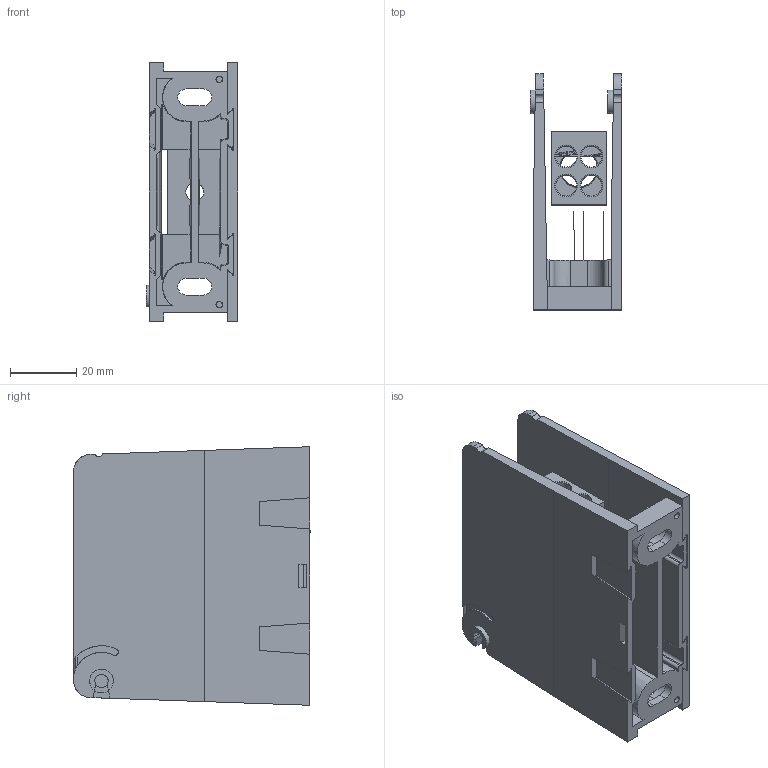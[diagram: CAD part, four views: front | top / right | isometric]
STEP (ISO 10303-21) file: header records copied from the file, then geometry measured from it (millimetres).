
FILE_DESCRIPTION (( 'STEP AP214' ), '1' );
FILE_NAME ('701871_1P_revA.STEP', '2014-02-15T12:48:57', ( '' ), ( '' ), 'SwSTEP 2.0', 'SolidWorks 2013', '' );
FILE_SCHEMA (( 'AUTOMOTIVE_DESIGN' ));
Length unit declared in the file: inch
Products named in the file (1): 701871_1P_revA
Bounding box: 27.54 x 71.46 x 78.11 mm (x, y, z)
Surface area: 35444.8 mm2 (no closed solid volume)
Topology: 0 solids, 10 shells, 195 faces, 684 edges, 496 vertices
Faces by surface type: plane 115, cylinder 61, cone 18, bspline 1
Full cylindrical faces by diameter (mm): 4.064 x1, 5.41 x2, 6.35 x5, 7.112 x1, 11.125 x1
Entity records: 15819 total; most frequent: CARTESIAN_POINT 7900, ORIENTED_EDGE 1087, DIRECTION 985, EDGE_CURVE 652, VERTEX_POINT 486, VECTOR 421, LINE 421, AXIS2_PLACEMENT_3D 282
